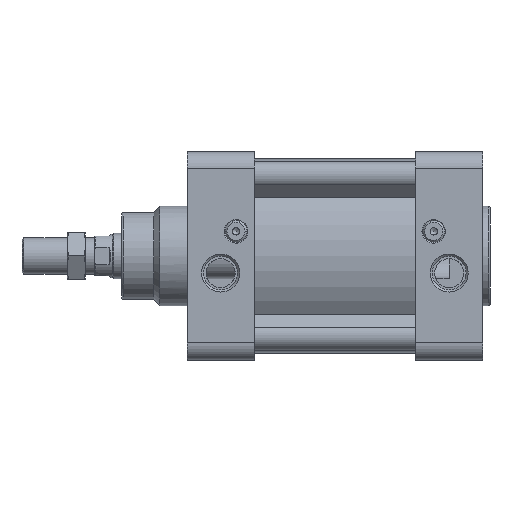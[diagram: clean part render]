
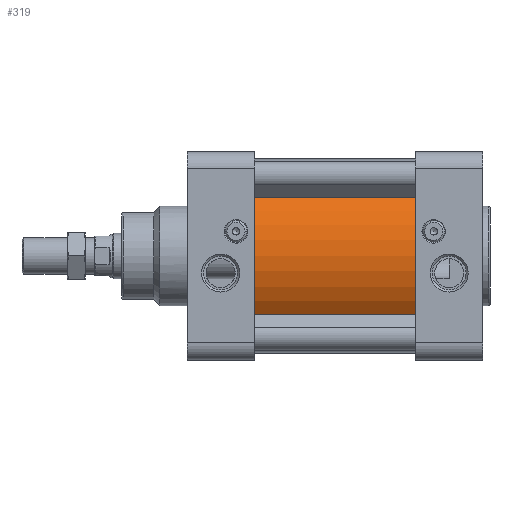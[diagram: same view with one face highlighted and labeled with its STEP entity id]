
A CAD part, top view. The second image highlights one B-rep face of the part: STEP entity #319.
In plain terms, the highlighted cylindrical face has radius 53.5 mm (diameter 107 mm), a partial arc.
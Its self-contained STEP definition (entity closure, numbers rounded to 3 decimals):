
#319 = ADVANCED_FACE( '', ( #874 ), #875, .T. );
#874 = FACE_OUTER_BOUND( '', #1955, .T. );
#875 = CYLINDRICAL_SURFACE( '', #1956, 53.5 );
#1955 = EDGE_LOOP( '', ( #3503, #3504, #3505, #3506 ) );
#1956 = AXIS2_PLACEMENT_3D( '', #3507, #3508, #3509 );
#3503 = ORIENTED_EDGE( '', *, *, #6209, .T. );
#3504 = ORIENTED_EDGE( '', *, *, #6208, .F. );
#3505 = ORIENTED_EDGE( '', *, *, #6210, .F. );
#3506 = ORIENTED_EDGE( '', *, *, #6211, .T. );
#3507 = CARTESIAN_POINT( '', ( 126., 0., 0. ) );
#3508 = DIRECTION( '', ( 1., 0., 0. ) );
#3509 = DIRECTION( '', ( 0., 0., 1. ) );
#6208 = EDGE_CURVE( '', #7587, #7585, #7589, .T. );
#6209 = EDGE_CURVE( '', #7590, #7585, #7591, .T. );
#6210 = EDGE_CURVE( '', #7592, #7587, #7593, .T. );
#6211 = EDGE_CURVE( '', #7592, #7590, #7594, .T. );
#7585 = VERTEX_POINT( '', #10049 );
#7587 = VERTEX_POINT( '', #10052 );
#7589 = LINE( '', #10055, #10056 );
#7590 = VERTEX_POINT( '', #10057 );
#7591 = CIRCLE( '', #10058, 53.5 );
#7592 = VERTEX_POINT( '', #10059 );
#7593 = CIRCLE( '', #10060, 53.5 );
#7594 = LINE( '', #10061, #10062 );
#10049 = CARTESIAN_POINT( '', ( 37., 42.76, 32.153 ) );
#10052 = CARTESIAN_POINT( '', ( 126., 42.76, 32.153 ) );
#10055 = CARTESIAN_POINT( '', ( 126., 42.76, 32.153 ) );
#10056 = VECTOR( '', #12247, 1000. );
#10057 = CARTESIAN_POINT( '', ( 37., 42.76, -32.153 ) );
#10058 = AXIS2_PLACEMENT_3D( '', #12248, #12249, #12250 );
#10059 = CARTESIAN_POINT( '', ( 126., 42.76, -32.153 ) );
#10060 = AXIS2_PLACEMENT_3D( '', #12251, #12252, #12253 );
#10061 = CARTESIAN_POINT( '', ( 126., 42.76, -32.153 ) );
#10062 = VECTOR( '', #12254, 1000. );
#12247 = DIRECTION( '', ( -1., 0., 0. ) );
#12248 = CARTESIAN_POINT( '', ( 37., 0., 0. ) );
#12249 = DIRECTION( '', ( 1., 0., 0. ) );
#12250 = DIRECTION( '', ( 0., 0., -1. ) );
#12251 = CARTESIAN_POINT( '', ( 126., 0., 0. ) );
#12252 = DIRECTION( '', ( 1., 0., 0. ) );
#12253 = DIRECTION( '', ( 0., 0., -1. ) );
#12254 = DIRECTION( '', ( -1., 0., 0. ) );
